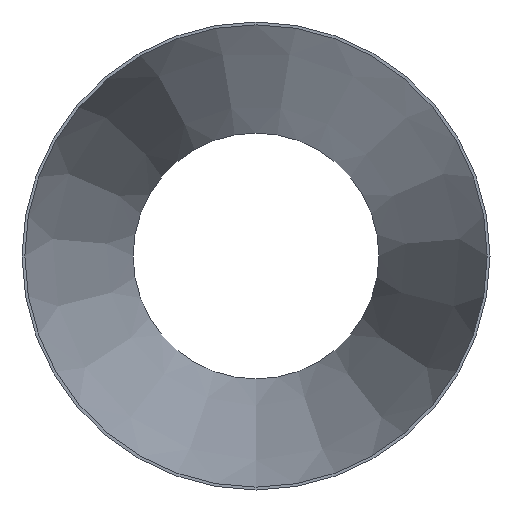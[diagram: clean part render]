
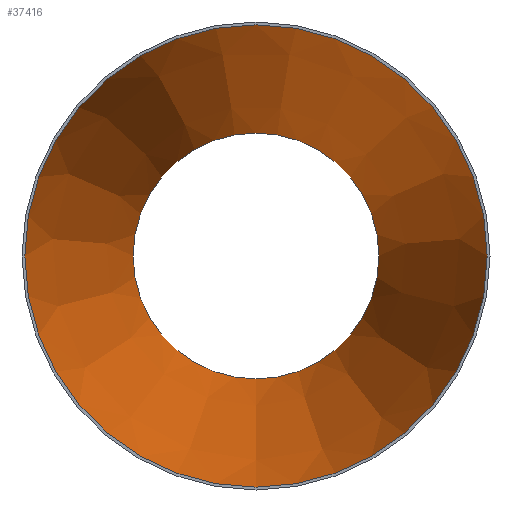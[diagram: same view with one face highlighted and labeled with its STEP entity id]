
A CAD part, front view. The second image highlights one B-rep face of the part: STEP entity #37416.
In plain terms, the highlighted conical face has half-angle 13.023 degrees and reference radius 250.921 mm.
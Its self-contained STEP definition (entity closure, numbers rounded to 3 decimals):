
#1163 = ORIENTED_EDGE ( 'NONE', *, *, #32258, .T. ) ;
#3484 = ORIENTED_EDGE ( 'NONE', *, *, #32018, .F. ) ;
#7969 = DIRECTION ( 'NONE',  ( 0., -1., 0. ) ) ;
#8064 = DIRECTION ( 'NONE',  ( 0., 0., -1. ) ) ;
#8497 = AXIS2_PLACEMENT_3D ( 'NONE', #15997, #31165, #46229 ) ;
#9340 = CARTESIAN_POINT ( 'NONE',  ( 0., 0., -250.921 ) ) ;
#12411 = FACE_BOUND ( 'NONE', #30681, .T. ) ;
#15409 = CARTESIAN_POINT ( 'NONE',  ( 0., 0., 0. ) ) ;
#15997 = CARTESIAN_POINT ( 'NONE',  ( 0., 0., 0. ) ) ;
#26957 = DIRECTION ( 'NONE',  ( 0., -1., 0. ) ) ;
#27735 = VERTEX_POINT ( 'NONE', #9340 ) ;
#29116 = CIRCLE ( 'NONE', #30705, 133.421 ) ;
#30681 = EDGE_LOOP ( 'NONE', ( #3484 ) ) ;
#30705 = AXIS2_PLACEMENT_3D ( 'NONE', #34867, #26957, #8064 ) ;
#31165 = DIRECTION ( 'NONE',  ( 0., -1., 0. ) ) ;
#32018 = EDGE_CURVE ( 'NONE', #42600, #42600, #29116, .T. ) ;
#32258 = EDGE_CURVE ( 'NONE', #27735, #27735, #41761, .T. ) ;
#34867 = CARTESIAN_POINT ( 'NONE',  ( 0., 508., 0. ) ) ;
#37416 = ADVANCED_FACE ( 'NONE', ( #12411, #38730 ), #41293, .F. ) ;
#38486 = DIRECTION ( 'NONE',  ( 0., 0., -1. ) ) ;
#38730 = FACE_OUTER_BOUND ( 'NONE', #42071, .T. ) ;
#39118 = CARTESIAN_POINT ( 'NONE',  ( 0., 508., -133.421 ) ) ;
#41293 = CONICAL_SURFACE ( 'NONE', #43691, 250.921, 0.227 ) ;
#41761 = CIRCLE ( 'NONE', #8497, 250.921 ) ;
#42071 = EDGE_LOOP ( 'NONE', ( #1163 ) ) ;
#42600 = VERTEX_POINT ( 'NONE', #39118 ) ;
#43691 = AXIS2_PLACEMENT_3D ( 'NONE', #15409, #7969, #38486 ) ;
#46229 = DIRECTION ( 'NONE',  ( 0., 0., -1. ) ) ;
